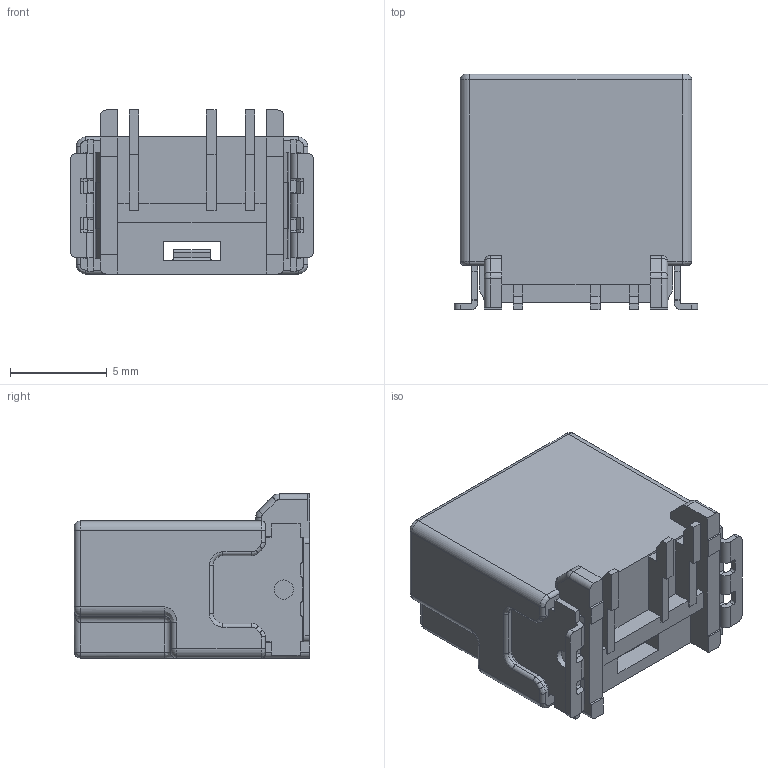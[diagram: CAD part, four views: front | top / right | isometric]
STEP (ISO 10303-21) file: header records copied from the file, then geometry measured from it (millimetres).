
FILE_DESCRIPTION (( 'STEP AP214' ), '1' );
FILE_NAME ('C_020_D_C_SMT_3M_V_ASSY_BK_CL_(B)_Rev.1.STEP', '2021-11-23T05:24:41', ( 'jkhwang' ), ( '' ), 'SwSTEP 2.0', 'SolidWorks 2020', '' );
FILE_SCHEMA (( 'AUTOMOTIVE_DESIGN' ));
Length unit declared in the file: millimetre
Products named in the file (1): C_020_D_C_SMT_3M_V_ASSY_BK_CL_(B)_Rev.1
Bounding box: 12.6 x 12.2 x 8.5 mm (x, y, z)
Volume: 459.1 mm3; surface area: 1168.4 mm2
Topology: 1 solids, 1 shells, 687 faces, 1828 edges, 1114 vertices
Faces by surface type: plane 346, cylinder 231, bspline 70, cone 30, torus 10
Full cylindrical faces by diameter (mm): 1 x2
Entity records: 23021 total; most frequent: CARTESIAN_POINT 7057, ORIENTED_EDGE 3588, DIRECTION 2944, EDGE_CURVE 1794, VECTOR 1152, LINE 1152, VERTEX_POINT 1114, AXIS2_PLACEMENT_3D 896
